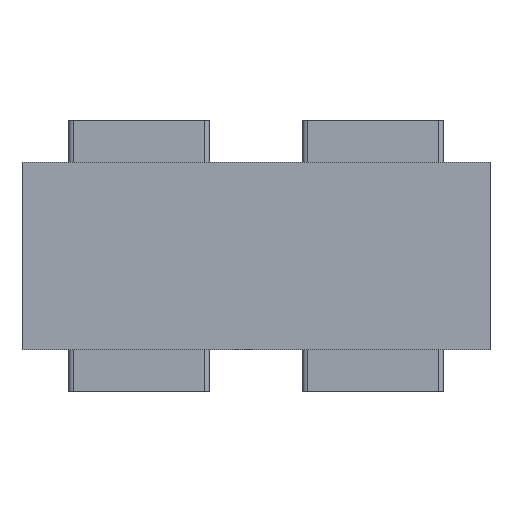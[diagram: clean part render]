
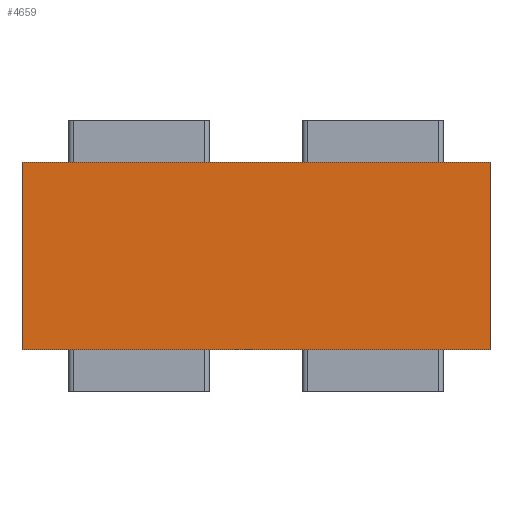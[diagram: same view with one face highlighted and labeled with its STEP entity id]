
A CAD part, front view. The second image highlights one B-rep face of the part: STEP entity #4659.
In plain terms, the highlighted planar face has unit normal (0, -1, 0).
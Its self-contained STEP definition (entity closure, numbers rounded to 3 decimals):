
#661 = ORIENTED_EDGE ( 'NONE', *, *, #3169, .F. ) ;
#940 = FACE_OUTER_BOUND ( 'NONE', #6779, .T. ) ;
#1203 = EDGE_CURVE ( 'NONE', #4860, #11908, #2101, .T. ) ;
#2101 = LINE ( 'NONE', #7804, #10225 ) ;
#2178 = CARTESIAN_POINT ( 'NONE',  ( 0., 0., 10. ) ) ;
#2542 = VECTOR ( 'NONE', #4170, 1000. ) ;
#2702 = CARTESIAN_POINT ( 'NONE',  ( 25., 0., 10. ) ) ;
#2783 = DIRECTION ( 'NONE',  ( 1., 0., 0. ) ) ;
#3169 = EDGE_CURVE ( 'NONE', #6237, #11994, #11072, .T. ) ;
#3257 = DIRECTION ( 'NONE',  ( 0., 0., 1. ) ) ;
#4148 = ORIENTED_EDGE ( 'NONE', *, *, #1203, .T. ) ;
#4170 = DIRECTION ( 'NONE',  ( 1., 0., 0. ) ) ;
#4596 = CARTESIAN_POINT ( 'NONE',  ( -25., 0., 10. ) ) ;
#4659 = ADVANCED_FACE ( 'NONE', ( #940 ), #7449, .F. ) ;
#4729 = DIRECTION ( 'NONE',  ( 0., 0., -1. ) ) ;
#4860 = VERTEX_POINT ( 'NONE', #4596 ) ;
#5089 = LINE ( 'NONE', #7019, #12853 ) ;
#5391 = EDGE_CURVE ( 'NONE', #11908, #11994, #5089, .T. ) ;
#5947 = AXIS2_PLACEMENT_3D ( 'NONE', #2178, #9575, #3257 ) ;
#6237 = VERTEX_POINT ( 'NONE', #2702 ) ;
#6394 = ORIENTED_EDGE ( 'NONE', *, *, #12840, .F. ) ;
#6779 = EDGE_LOOP ( 'NONE', ( #11470, #661, #6394, #4148 ) ) ;
#7019 = CARTESIAN_POINT ( 'NONE',  ( 0., 0., -10. ) ) ;
#7449 = PLANE ( 'NONE',  #5947 ) ;
#7804 = CARTESIAN_POINT ( 'NONE',  ( -25., 0., 10. ) ) ;
#8166 = LINE ( 'NONE', #10474, #2542 ) ;
#8250 = VECTOR ( 'NONE', #9036, 1000. ) ;
#8819 = CARTESIAN_POINT ( 'NONE',  ( 25., 0., -10. ) ) ;
#9036 = DIRECTION ( 'NONE',  ( 0., 0., -1. ) ) ;
#9575 = DIRECTION ( 'NONE',  ( 0., 1., 0. ) ) ;
#10101 = CARTESIAN_POINT ( 'NONE',  ( 25., 0., 10. ) ) ;
#10225 = VECTOR ( 'NONE', #4729, 1000. ) ;
#10474 = CARTESIAN_POINT ( 'NONE',  ( 0., 0., 10. ) ) ;
#11072 = LINE ( 'NONE', #10101, #8250 ) ;
#11470 = ORIENTED_EDGE ( 'NONE', *, *, #5391, .T. ) ;
#11908 = VERTEX_POINT ( 'NONE', #12960 ) ;
#11994 = VERTEX_POINT ( 'NONE', #8819 ) ;
#12840 = EDGE_CURVE ( 'NONE', #4860, #6237, #8166, .T. ) ;
#12853 = VECTOR ( 'NONE', #2783, 1000. ) ;
#12960 = CARTESIAN_POINT ( 'NONE',  ( -25., 0., -10. ) ) ;
